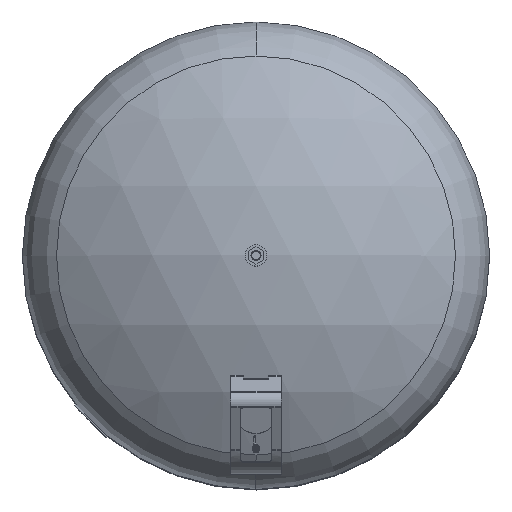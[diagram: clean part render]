
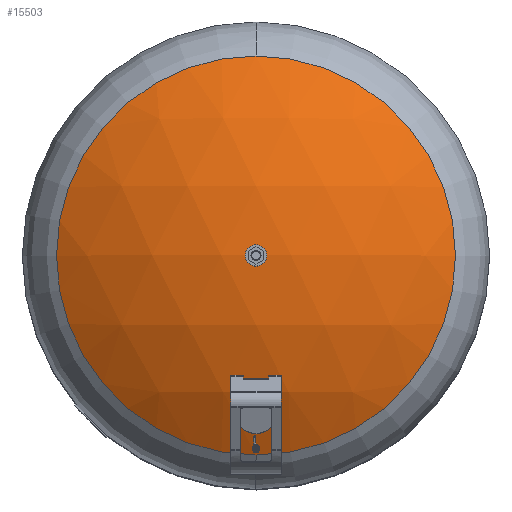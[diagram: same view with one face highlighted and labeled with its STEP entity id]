
A CAD part, top view. The second image highlights one B-rep face of the part: STEP entity #15503.
In plain terms, the highlighted spherical face has radius 594 mm.
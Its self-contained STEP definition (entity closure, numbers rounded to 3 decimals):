
#15442=CARTESIAN_POINT('',(0.,-315.931,1125.014));
#15443=VERTEX_POINT('',#15442);
#15459=CARTESIAN_POINT('',(0.,315.931,1125.014));
#15460=VERTEX_POINT('',#15459);
#15468=CARTESIAN_POINT('',(315.931,0.,1125.014));
#15469=VERTEX_POINT('',#15468);
#15470=CARTESIAN_POINT('',(0.,0.,1125.014));
#15471=DIRECTION('',(0.0,0.0,-1.0));
#15472=DIRECTION('',(1.0,0.0,0.0));
#15473=AXIS2_PLACEMENT_3D('',#15470,#15471,#15472);
#15474=CIRCLE('',#15473,315.931);
#15475=EDGE_CURVE('',#15460,#15469,#15474,.T.);
#15477=CARTESIAN_POINT('',(0.,0.,1125.014));
#15478=DIRECTION('',(0.0,0.0,-1.0));
#15479=DIRECTION('',(1.0,0.0,0.0));
#15480=AXIS2_PLACEMENT_3D('',#15477,#15478,#15479);
#15481=CIRCLE('',#15480,315.931);
#15482=EDGE_CURVE('',#15469,#15443,#15481,.T.);
#15487=CARTESIAN_POINT('',(0.,0.,622.0));
#15488=DIRECTION('',(0.0,-1.0,0.0));
#15489=DIRECTION('',(-1.0,0.0,0.0));
#15490=AXIS2_PLACEMENT_3D('',#15487,#15488,#15489);
#15491=SPHERICAL_SURFACE('',#15490,594.0);
#15492=ORIENTED_EDGE('',*,*,#15482,.F.);
#15493=ORIENTED_EDGE('',*,*,#15475,.F.);
#15494=CARTESIAN_POINT('',(0.,0.,1125.014));
#15495=DIRECTION('',(0.0,0.0,-1.0));
#15496=DIRECTION('',(1.0,0.0,0.0));
#15497=AXIS2_PLACEMENT_3D('',#15494,#15495,#15496);
#15498=CIRCLE('',#15497,315.931);
#15499=EDGE_CURVE('',#15443,#15460,#15498,.T.);
#15500=ORIENTED_EDGE('',*,*,#15499,.F.);
#15501=EDGE_LOOP('',(#15492,#15493,#15500));
#15502=FACE_OUTER_BOUND('',#15501,.T.);
#15503=ADVANCED_FACE('',(#15502),#15491,.T.);
